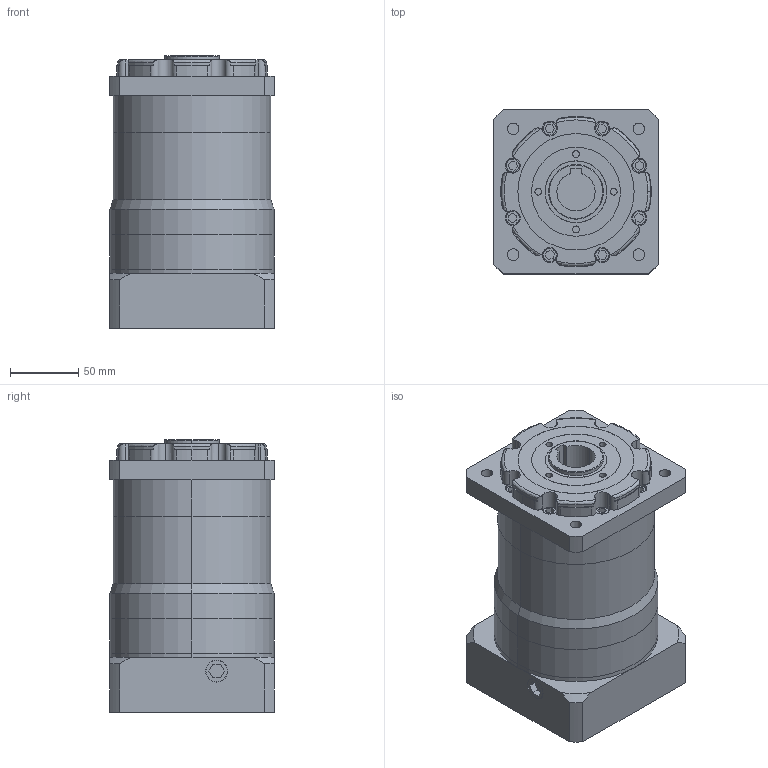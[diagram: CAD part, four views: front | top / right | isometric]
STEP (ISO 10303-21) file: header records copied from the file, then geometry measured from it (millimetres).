
FILE_DESCRIPTION (( 'STEP AP214' ), '1' );
FILE_NAME ('VGK115双级模型（19-55 95-5 4-9-115）.STEP', '2018-11-21T06:08:50', ( 'Windows' ), ( 'Microsoft' ), 'SwSTEP 2.0', 'SolidWorks 2016', '' );
FILE_SCHEMA (( 'AUTOMOTIVE_DESIGN' ));
Length unit declared in the file: millimetre
Products named in the file (1): VGK115双级模型（19-55 95-5 4-9-115）
Bounding box: 120 x 120 x 199 mm (x, y, z)
Volume: 2058314.2 mm3; surface area: 220259.6 mm2
Topology: 5 solids, 5 shells, 381 faces, 957 edges, 627 vertices
Faces by surface type: plane 186, cylinder 170, cone 14, torus 11
Entity records: 11966 total; most frequent: CARTESIAN_POINT 2248, DIRECTION 2093, ORIENTED_EDGE 1898, EDGE_CURVE 949, AXIS2_PLACEMENT_3D 788, VERTEX_POINT 627, VECTOR 517, LINE 517
